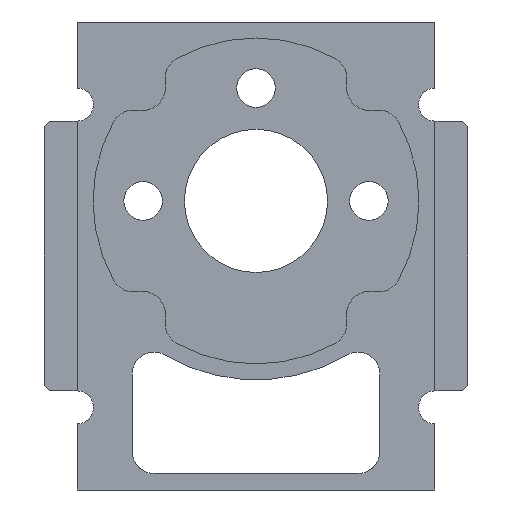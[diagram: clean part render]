
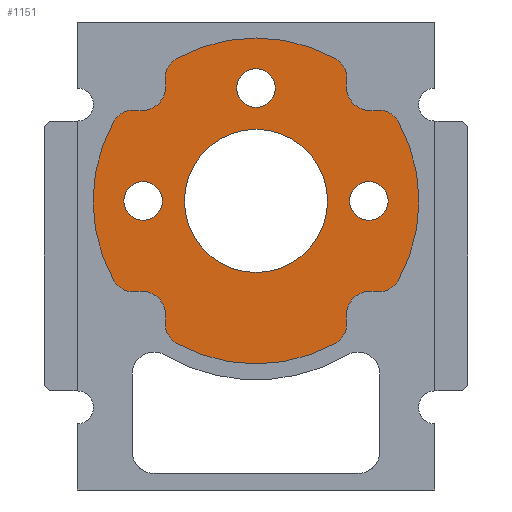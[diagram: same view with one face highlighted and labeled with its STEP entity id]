
A CAD part, front view. The second image highlights one B-rep face of the part: STEP entity #1151.
In plain terms, the highlighted planar face has unit normal (0, -1, 0).
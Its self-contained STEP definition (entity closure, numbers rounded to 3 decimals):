
#17=FACE_BOUND('',#153,.T.);
#18=FACE_BOUND('',#154,.T.);
#19=FACE_BOUND('',#155,.T.);
#20=FACE_BOUND('',#156,.T.);
#43=PLANE('',#1273);
#89=FACE_OUTER_BOUND('',#152,.T.);
#152=EDGE_LOOP('',(#883,#884,#885,#886,#887,#888,#889,#890,#891,#892,#893,
#894,#895,#896,#897,#898));
#153=EDGE_LOOP('',(#899));
#154=EDGE_LOOP('',(#900));
#155=EDGE_LOOP('',(#901));
#156=EDGE_LOOP('',(#902));
#402=CIRCLE('',#1214,1.75);
#404=CIRCLE('',#1217,2.);
#406=CIRCLE('',#1220,2.);
#409=CIRCLE('',#1224,2.25);
#410=CIRCLE('',#1226,2.);
#413=CIRCLE('',#1230,14.8);
#414=CIRCLE('',#1232,2.);
#417=CIRCLE('',#1236,2.25);
#431=CIRCLE('',#1268,1.75);
#433=CIRCLE('',#1271,1.75);
#435=CIRCLE('',#1274,14.8);
#436=CIRCLE('',#1275,14.8);
#437=CIRCLE('',#1276,2.);
#438=CIRCLE('',#1277,2.25);
#439=CIRCLE('',#1278,2.);
#440=CIRCLE('',#1279,14.8);
#441=CIRCLE('',#1280,2.);
#442=CIRCLE('',#1281,2.25);
#443=CIRCLE('',#1282,2.);
#444=CIRCLE('',#1283,6.5);
#475=VERTEX_POINT('',#1752);
#477=VERTEX_POINT('',#1758);
#478=VERTEX_POINT('',#1759);
#481=VERTEX_POINT('',#1767);
#482=VERTEX_POINT('',#1768);
#485=VERTEX_POINT('',#1779);
#486=VERTEX_POINT('',#1780);
#489=VERTEX_POINT('',#1791);
#490=VERTEX_POINT('',#1792);
#529=VERTEX_POINT('',#1937);
#531=VERTEX_POINT('',#1943);
#533=VERTEX_POINT('',#1949);
#534=VERTEX_POINT('',#1951);
#535=VERTEX_POINT('',#1953);
#536=VERTEX_POINT('',#1955);
#537=VERTEX_POINT('',#1957);
#538=VERTEX_POINT('',#1959);
#539=VERTEX_POINT('',#1961);
#540=VERTEX_POINT('',#1963);
#541=VERTEX_POINT('',#1966);
#590=EDGE_CURVE('',#475,#475,#402,.T.);
#593=EDGE_CURVE('',#477,#478,#404,.T.);
#597=EDGE_CURVE('',#481,#482,#406,.T.);
#602=EDGE_CURVE('',#477,#482,#409,.T.);
#603=EDGE_CURVE('',#485,#486,#410,.T.);
#608=EDGE_CURVE('',#481,#486,#413,.T.);
#609=EDGE_CURVE('',#489,#490,#414,.T.);
#614=EDGE_CURVE('',#485,#490,#417,.T.);
#666=EDGE_CURVE('',#529,#529,#431,.T.);
#669=EDGE_CURVE('',#531,#531,#433,.T.);
#672=EDGE_CURVE('',#478,#533,#435,.T.);
#673=EDGE_CURVE('',#489,#534,#436,.T.);
#674=EDGE_CURVE('',#534,#535,#437,.T.);
#675=EDGE_CURVE('',#536,#535,#438,.T.);
#676=EDGE_CURVE('',#536,#537,#439,.T.);
#677=EDGE_CURVE('',#538,#537,#440,.T.);
#678=EDGE_CURVE('',#538,#539,#441,.T.);
#679=EDGE_CURVE('',#540,#539,#442,.T.);
#680=EDGE_CURVE('',#540,#533,#443,.T.);
#681=EDGE_CURVE('',#541,#541,#444,.T.);
#883=ORIENTED_EDGE('',*,*,#672,.F.);
#884=ORIENTED_EDGE('',*,*,#593,.F.);
#885=ORIENTED_EDGE('',*,*,#602,.T.);
#886=ORIENTED_EDGE('',*,*,#597,.F.);
#887=ORIENTED_EDGE('',*,*,#608,.T.);
#888=ORIENTED_EDGE('',*,*,#603,.F.);
#889=ORIENTED_EDGE('',*,*,#614,.T.);
#890=ORIENTED_EDGE('',*,*,#609,.F.);
#891=ORIENTED_EDGE('',*,*,#673,.T.);
#892=ORIENTED_EDGE('',*,*,#674,.T.);
#893=ORIENTED_EDGE('',*,*,#675,.F.);
#894=ORIENTED_EDGE('',*,*,#676,.T.);
#895=ORIENTED_EDGE('',*,*,#677,.F.);
#896=ORIENTED_EDGE('',*,*,#678,.T.);
#897=ORIENTED_EDGE('',*,*,#679,.F.);
#898=ORIENTED_EDGE('',*,*,#680,.T.);
#899=ORIENTED_EDGE('',*,*,#681,.T.);
#900=ORIENTED_EDGE('',*,*,#669,.T.);
#901=ORIENTED_EDGE('',*,*,#590,.F.);
#902=ORIENTED_EDGE('',*,*,#666,.T.);
#1151=ADVANCED_FACE('',(#89,#17,#18,#19,#20),#43,.F.);
#1214=AXIS2_PLACEMENT_3D('',#1753,#1362,#1363);
#1217=AXIS2_PLACEMENT_3D('',#1760,#1369,#1370);
#1220=AXIS2_PLACEMENT_3D('',#1769,#1377,#1378);
#1224=AXIS2_PLACEMENT_3D('',#1777,#1387,#1388);
#1226=AXIS2_PLACEMENT_3D('',#1781,#1391,#1392);
#1230=AXIS2_PLACEMENT_3D('',#1789,#1401,#1402);
#1232=AXIS2_PLACEMENT_3D('',#1793,#1405,#1406);
#1236=AXIS2_PLACEMENT_3D('',#1801,#1415,#1416);
#1268=AXIS2_PLACEMENT_3D('',#1938,#1516,#1517);
#1271=AXIS2_PLACEMENT_3D('',#1944,#1523,#1524);
#1273=AXIS2_PLACEMENT_3D('',#1948,#1528,#1529);
#1274=AXIS2_PLACEMENT_3D('',#1950,#1530,#1531);
#1275=AXIS2_PLACEMENT_3D('',#1952,#1532,#1533);
#1276=AXIS2_PLACEMENT_3D('',#1954,#1534,#1535);
#1277=AXIS2_PLACEMENT_3D('',#1956,#1536,#1537);
#1278=AXIS2_PLACEMENT_3D('',#1958,#1538,#1539);
#1279=AXIS2_PLACEMENT_3D('',#1960,#1540,#1541);
#1280=AXIS2_PLACEMENT_3D('',#1962,#1542,#1543);
#1281=AXIS2_PLACEMENT_3D('',#1964,#1544,#1545);
#1282=AXIS2_PLACEMENT_3D('',#1965,#1546,#1547);
#1283=AXIS2_PLACEMENT_3D('',#1967,#1548,#1549);
#1362=DIRECTION('center_axis',(0.,-1.,0.));
#1363=DIRECTION('ref_axis',(1.,0.,0.));
#1369=DIRECTION('center_axis',(0.,1.,0.));
#1370=DIRECTION('ref_axis',(-0.904,0.,0.428));
#1377=DIRECTION('center_axis',(0.,1.,0.));
#1378=DIRECTION('ref_axis',(-0.428,0.,0.904));
#1387=DIRECTION('center_axis',(0.,1.,0.));
#1388=DIRECTION('ref_axis',(0.668,0.,0.744));
#1391=DIRECTION('center_axis',(0.,1.,0.));
#1392=DIRECTION('ref_axis',(-0.428,0.,-0.904));
#1401=DIRECTION('center_axis',(0.,-1.,0.));
#1402=DIRECTION('ref_axis',(1.,0.,0.));
#1405=DIRECTION('center_axis',(0.,1.,0.));
#1406=DIRECTION('ref_axis',(-0.904,0.,-0.428));
#1415=DIRECTION('center_axis',(0.,1.,0.));
#1416=DIRECTION('ref_axis',(-0.744,0.,0.668));
#1516=DIRECTION('center_axis',(0.,1.,0.));
#1517=DIRECTION('ref_axis',(-1.,0.,0.));
#1523=DIRECTION('center_axis',(0.,1.,0.));
#1524=DIRECTION('ref_axis',(-1.,0.,0.));
#1528=DIRECTION('center_axis',(0.,1.,0.));
#1529=DIRECTION('ref_axis',(0.,0.,1.));
#1530=DIRECTION('center_axis',(0.,1.,0.));
#1531=DIRECTION('ref_axis',(-1.,0.,0.));
#1532=DIRECTION('center_axis',(0.,-1.,0.));
#1533=DIRECTION('ref_axis',(1.,0.,0.));
#1534=DIRECTION('center_axis',(0.,-1.,0.));
#1535=DIRECTION('ref_axis',(0.904,0.,-0.428));
#1536=DIRECTION('center_axis',(0.,-1.,0.));
#1537=DIRECTION('ref_axis',(0.744,0.,0.668));
#1538=DIRECTION('center_axis',(0.,-1.,0.));
#1539=DIRECTION('ref_axis',(0.428,0.,-0.904));
#1540=DIRECTION('center_axis',(0.,1.,0.));
#1541=DIRECTION('ref_axis',(-1.,0.,0.));
#1542=DIRECTION('center_axis',(0.,-1.,0.));
#1543=DIRECTION('ref_axis',(0.428,0.,0.904));
#1544=DIRECTION('center_axis',(0.,-1.,0.));
#1545=DIRECTION('ref_axis',(-0.668,0.,0.744));
#1546=DIRECTION('center_axis',(0.,-1.,0.));
#1547=DIRECTION('ref_axis',(0.904,0.,0.428));
#1548=DIRECTION('center_axis',(0.,1.,0.));
#1549=DIRECTION('ref_axis',(-1.,0.,0.));
#1752=CARTESIAN_POINT('',(-12.,1.5,0.));
#1753=CARTESIAN_POINT('Origin',(-10.25,1.5,0.));
#1758=CARTESIAN_POINT('',(-8.214,1.5,10.823));
#1759=CARTESIAN_POINT('',(-7.221,1.5,12.919));
#1760=CARTESIAN_POINT('Origin',(-6.245,1.5,11.173));
#1767=CARTESIAN_POINT('',(-12.919,1.5,7.221));
#1768=CARTESIAN_POINT('',(-10.823,1.5,8.214));
#1769=CARTESIAN_POINT('Origin',(-11.173,1.5,6.245));
#1777=CARTESIAN_POINT('Origin',(-10.43,1.5,10.43));
#1779=CARTESIAN_POINT('',(-10.823,1.5,-8.214));
#1780=CARTESIAN_POINT('',(-12.919,1.5,-7.221));
#1781=CARTESIAN_POINT('Origin',(-11.173,1.5,-6.245));
#1789=CARTESIAN_POINT('Origin',(0.,1.5,0.));
#1791=CARTESIAN_POINT('',(-7.221,1.5,-12.919));
#1792=CARTESIAN_POINT('',(-8.214,1.5,-10.823));
#1793=CARTESIAN_POINT('Origin',(-6.245,1.5,-11.173));
#1801=CARTESIAN_POINT('Origin',(-10.43,1.5,-10.43));
#1937=CARTESIAN_POINT('',(12.,1.5,0.));
#1938=CARTESIAN_POINT('Origin',(10.25,1.5,0.));
#1943=CARTESIAN_POINT('',(1.75,1.5,10.25));
#1944=CARTESIAN_POINT('Origin',(0.,1.5,10.25));
#1948=CARTESIAN_POINT('Origin',(0.,1.5,0.));
#1949=CARTESIAN_POINT('',(7.221,1.5,12.919));
#1950=CARTESIAN_POINT('Origin',(0.,1.5,0.));
#1951=CARTESIAN_POINT('',(7.221,1.5,-12.919));
#1952=CARTESIAN_POINT('Origin',(0.,1.5,0.));
#1953=CARTESIAN_POINT('',(8.214,1.5,-10.823));
#1954=CARTESIAN_POINT('Origin',(6.245,1.5,-11.173));
#1955=CARTESIAN_POINT('',(10.823,1.5,-8.214));
#1956=CARTESIAN_POINT('Origin',(10.43,1.5,-10.43));
#1957=CARTESIAN_POINT('',(12.919,1.5,-7.221));
#1958=CARTESIAN_POINT('Origin',(11.173,1.5,-6.245));
#1959=CARTESIAN_POINT('',(12.919,1.5,7.221));
#1960=CARTESIAN_POINT('Origin',(0.,1.5,0.));
#1961=CARTESIAN_POINT('',(10.823,1.5,8.214));
#1962=CARTESIAN_POINT('Origin',(11.173,1.5,6.245));
#1963=CARTESIAN_POINT('',(8.214,1.5,10.823));
#1964=CARTESIAN_POINT('Origin',(10.43,1.5,10.43));
#1965=CARTESIAN_POINT('Origin',(6.245,1.5,11.173));
#1966=CARTESIAN_POINT('',(6.5,1.5,0.));
#1967=CARTESIAN_POINT('Origin',(0.,1.5,0.));
